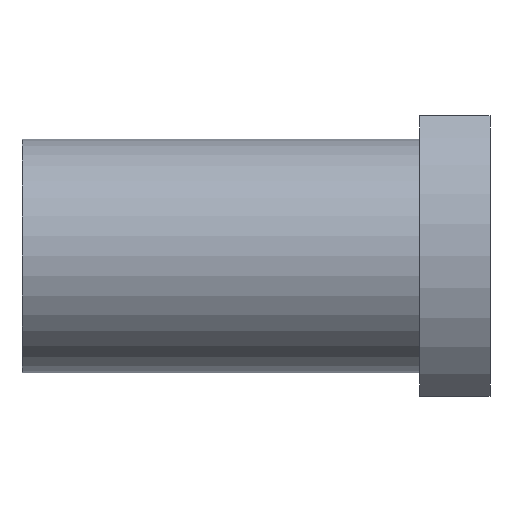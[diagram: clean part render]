
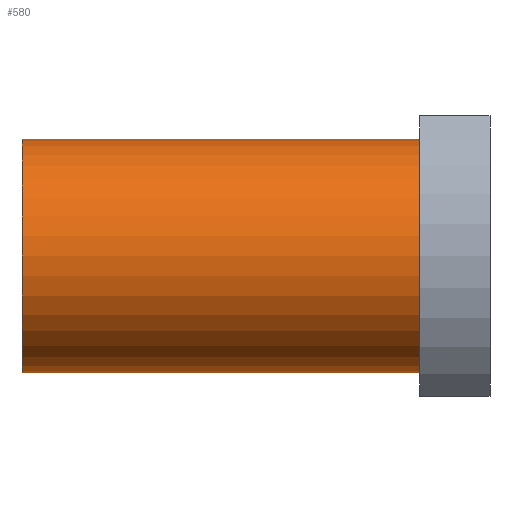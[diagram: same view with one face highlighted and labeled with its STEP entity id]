
A CAD part, left-side view. The second image highlights one B-rep face of the part: STEP entity #580.
In plain terms, the highlighted cylindrical face has radius 20 mm (diameter 40 mm), a partial arc.
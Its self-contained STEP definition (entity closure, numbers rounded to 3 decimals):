
#120 = DIRECTION ( 'NONE',  ( 0., -1., 0. ) ) ;
#152 = CARTESIAN_POINT ( 'NONE',  ( 0., 6., -20. ) ) ;
#174 = CARTESIAN_POINT ( 'NONE',  ( 0., 74., 0. ) ) ;
#185 = EDGE_LOOP ( 'NONE', ( #701, #1559, #1990, #583 ) ) ;
#209 = VERTEX_POINT ( 'NONE', #2144 ) ;
#261 = VECTOR ( 'NONE', #2615, 1000. ) ;
#429 = VERTEX_POINT ( 'NONE', #152 ) ;
#489 = CIRCLE ( 'NONE', #1035, 20. ) ;
#580 = ADVANCED_FACE ( 'NONE', ( #860 ), #2746, .T. ) ;
#583 = ORIENTED_EDGE ( 'NONE', *, *, #1671, .T. ) ;
#651 = DIRECTION ( 'NONE',  ( 0., -1., 0. ) ) ;
#701 = ORIENTED_EDGE ( 'NONE', *, *, #1749, .F. ) ;
#715 = CARTESIAN_POINT ( 'NONE',  ( 0., 74., -20. ) ) ;
#758 = AXIS2_PLACEMENT_3D ( 'NONE', #848, #651, #1696 ) ;
#831 = VERTEX_POINT ( 'NONE', #2137 ) ;
#848 = CARTESIAN_POINT ( 'NONE',  ( 0., 74., 0. ) ) ;
#860 = FACE_OUTER_BOUND ( 'NONE', #185, .T. ) ;
#1035 = AXIS2_PLACEMENT_3D ( 'NONE', #174, #1261, #2510 ) ;
#1261 = DIRECTION ( 'NONE',  ( 0., 1., 0. ) ) ;
#1400 = CARTESIAN_POINT ( 'NONE',  ( 0., 6., 20. ) ) ;
#1411 = EDGE_CURVE ( 'NONE', #209, #831, #489, .T. ) ;
#1549 = CARTESIAN_POINT ( 'NONE',  ( 0., 6., 0. ) ) ;
#1559 = ORIENTED_EDGE ( 'NONE', *, *, #1411, .F. ) ;
#1671 = EDGE_CURVE ( 'NONE', #429, #1673, #1695, .T. ) ;
#1673 = VERTEX_POINT ( 'NONE', #1400 ) ;
#1695 = CIRCLE ( 'NONE', #2404, 20. ) ;
#1696 = DIRECTION ( 'NONE',  ( 0., 0., -1. ) ) ;
#1749 = EDGE_CURVE ( 'NONE', #831, #1673, #2244, .T. ) ;
#1952 = VECTOR ( 'NONE', #120, 1000. ) ;
#1990 = ORIENTED_EDGE ( 'NONE', *, *, #2688, .T. ) ;
#2137 = CARTESIAN_POINT ( 'NONE',  ( 0., 74., 20. ) ) ;
#2144 = CARTESIAN_POINT ( 'NONE',  ( 0., 74., -20. ) ) ;
#2186 = DIRECTION ( 'NONE',  ( 0., 1., 0. ) ) ;
#2196 = LINE ( 'NONE', #715, #261 ) ;
#2244 = LINE ( 'NONE', #2390, #1952 ) ;
#2390 = CARTESIAN_POINT ( 'NONE',  ( 0., 74., 20. ) ) ;
#2404 = AXIS2_PLACEMENT_3D ( 'NONE', #1549, #2186, #2594 ) ;
#2510 = DIRECTION ( 'NONE',  ( 0., 0., 1. ) ) ;
#2594 = DIRECTION ( 'NONE',  ( 0., 0., 1. ) ) ;
#2615 = DIRECTION ( 'NONE',  ( 0., -1., 0. ) ) ;
#2688 = EDGE_CURVE ( 'NONE', #209, #429, #2196, .T. ) ;
#2746 = CYLINDRICAL_SURFACE ( 'NONE', #758, 20. ) ;
